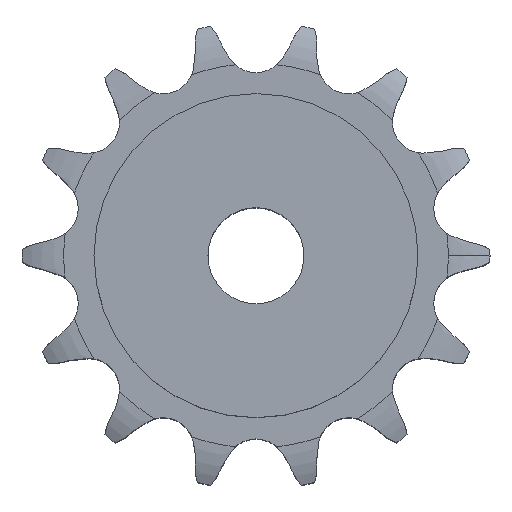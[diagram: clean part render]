
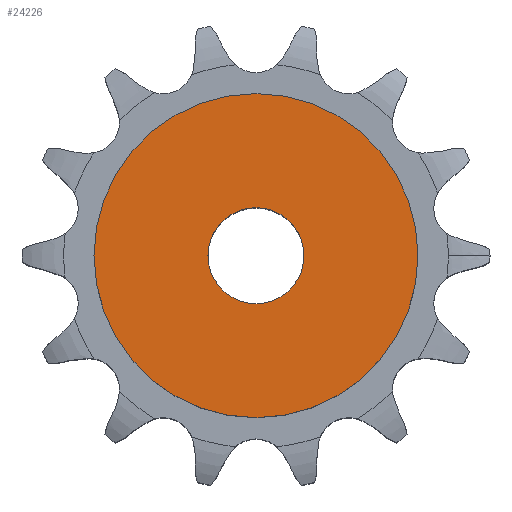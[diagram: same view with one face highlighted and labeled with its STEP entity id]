
A CAD part, top view. The second image highlights one B-rep face of the part: STEP entity #24226.
In plain terms, the highlighted planar face has unit normal (0, 0, 1).
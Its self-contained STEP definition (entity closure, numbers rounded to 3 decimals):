
#13120 = CYLINDRICAL_SURFACE('',#13121,8.);
#13121 = AXIS2_PLACEMENT_3D('',#13122,#13123,#13124);
#13122 = CARTESIAN_POINT('',(0.,0.,136.124));
#13123 = DIRECTION('',(0.,0.,1.));
#13124 = DIRECTION('',(1.,0.,0.));
#16672 = EDGE_CURVE('',#16673,#16673,#16675,.T.);
#16673 = VERTEX_POINT('',#16674);
#16674 = CARTESIAN_POINT('',(8.,0.,55.));
#16675 = SURFACE_CURVE('',#16676,(#16681,#16688),.PCURVE_S1.);
#16676 = CIRCLE('',#16677,8.);
#16677 = AXIS2_PLACEMENT_3D('',#16678,#16679,#16680);
#16678 = CARTESIAN_POINT('',(0.,0.,55.));
#16679 = DIRECTION('',(0.,0.,1.));
#16680 = DIRECTION('',(1.,0.,0.));
#16681 = PCURVE('',#13120,#16682);
#16682 = DEFINITIONAL_REPRESENTATION('',(#16683),#16687);
#16683 = LINE('',#16684,#16685);
#16684 = CARTESIAN_POINT('',(0.,-81.124));
#16685 = VECTOR('',#16686,1.);
#16686 = DIRECTION('',(1.,0.));
#16687 = ( GEOMETRIC_REPRESENTATION_CONTEXT(2) 
PARAMETRIC_REPRESENTATION_CONTEXT() REPRESENTATION_CONTEXT('2D SPACE',''
  ) );
#16688 = PCURVE('',#16689,#16694);
#16689 = PLANE('',#16690);
#16690 = AXIS2_PLACEMENT_3D('',#16691,#16692,#16693);
#16691 = CARTESIAN_POINT('',(0.,0.,55.)
  );
#16692 = DIRECTION('',(0.,0.,1.));
#16693 = DIRECTION('',(1.,0.,0.));
#16694 = DEFINITIONAL_REPRESENTATION('',(#16695),#16699);
#16695 = CIRCLE('',#16696,8.);
#16696 = AXIS2_PLACEMENT_2D('',#16697,#16698);
#16697 = CARTESIAN_POINT('',(0.,0.));
#16698 = DIRECTION('',(1.,0.));
#16699 = ( GEOMETRIC_REPRESENTATION_CONTEXT(2) 
PARAMETRIC_REPRESENTATION_CONTEXT() REPRESENTATION_CONTEXT('2D SPACE',''
  ) );
#24226 = ADVANCED_FACE('',(#24227,#24258),#16689,.T.);
#24227 = FACE_BOUND('',#24228,.T.);
#24228 = EDGE_LOOP('',(#24229));
#24229 = ORIENTED_EDGE('',*,*,#24230,.T.);
#24230 = EDGE_CURVE('',#24231,#24231,#24233,.T.);
#24231 = VERTEX_POINT('',#24232);
#24232 = CARTESIAN_POINT('',(27.,0.,55.));
#24233 = SURFACE_CURVE('',#24234,(#24239,#24246),.PCURVE_S1.);
#24234 = CIRCLE('',#24235,27.);
#24235 = AXIS2_PLACEMENT_3D('',#24236,#24237,#24238);
#24236 = CARTESIAN_POINT('',(0.,0.,55.));
#24237 = DIRECTION('',(0.,0.,1.));
#24238 = DIRECTION('',(1.,0.,0.));
#24239 = PCURVE('',#16689,#24240);
#24240 = DEFINITIONAL_REPRESENTATION('',(#24241),#24245);
#24241 = CIRCLE('',#24242,27.);
#24242 = AXIS2_PLACEMENT_2D('',#24243,#24244);
#24243 = CARTESIAN_POINT('',(0.,0.));
#24244 = DIRECTION('',(1.,0.));
#24245 = ( GEOMETRIC_REPRESENTATION_CONTEXT(2) 
PARAMETRIC_REPRESENTATION_CONTEXT() REPRESENTATION_CONTEXT('2D SPACE',''
  ) );
#24246 = PCURVE('',#24247,#24252);
#24247 = CYLINDRICAL_SURFACE('',#24248,27.);
#24248 = AXIS2_PLACEMENT_3D('',#24249,#24250,#24251);
#24249 = CARTESIAN_POINT('',(0.,0.,0.));
#24250 = DIRECTION('',(-0.,-0.,-1.));
#24251 = DIRECTION('',(1.,0.,0.));
#24252 = DEFINITIONAL_REPRESENTATION('',(#24253),#24257);
#24253 = LINE('',#24254,#24255);
#24254 = CARTESIAN_POINT('',(-0.,-55.));
#24255 = VECTOR('',#24256,1.);
#24256 = DIRECTION('',(-1.,0.));
#24257 = ( GEOMETRIC_REPRESENTATION_CONTEXT(2) 
PARAMETRIC_REPRESENTATION_CONTEXT() REPRESENTATION_CONTEXT('2D SPACE',''
  ) );
#24258 = FACE_BOUND('',#24259,.T.);
#24259 = EDGE_LOOP('',(#24260));
#24260 = ORIENTED_EDGE('',*,*,#16672,.F.);
